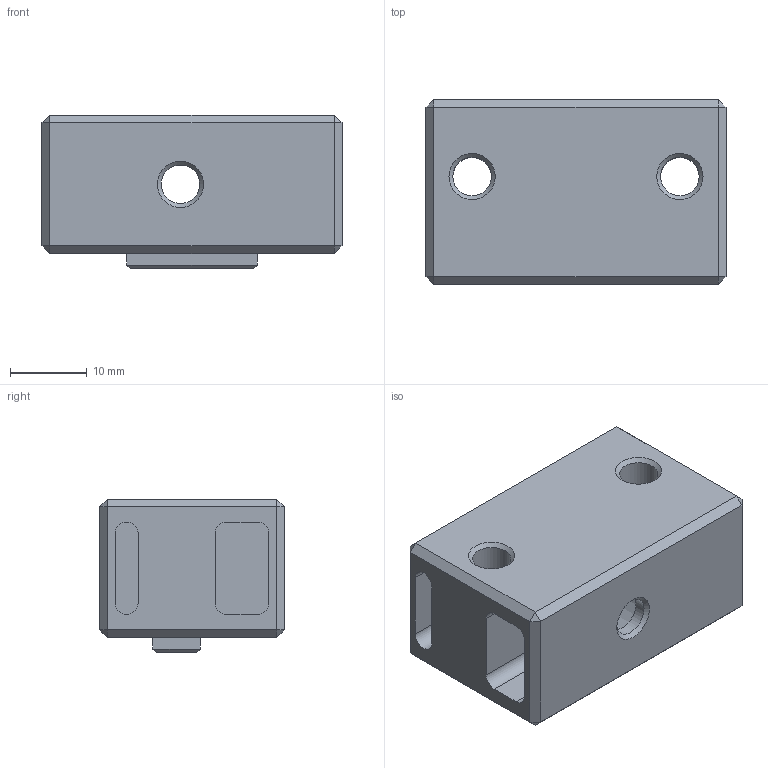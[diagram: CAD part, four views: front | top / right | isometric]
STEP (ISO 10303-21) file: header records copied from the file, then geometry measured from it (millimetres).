
FILE_DESCRIPTION(/* description */ (''),/* implementation_level */ '2;1');
FILE_NAME(/* name */ 'Servo-Arm_connect v3.step',/* time_stamp */ '2023-06-11T15:20:11+08:00',/* author */ (''),/* organization */ (''),/* preprocessor_version */ 'ST-DEVELOPER v19.2',/* originating_system */ 'Autodesk Translation Framework v12.6.0.85',/* authorisation */ '');
FILE_SCHEMA (('AUTOMOTIVE_DESIGN { 1 0 10303 214 3 1 1 }'));
Length unit declared in the file: millimetre
Products named in the file (1): Servo-Arm_connect
Bounding box: 39 x 24 x 20 mm (x, y, z)
Volume: 10536 mm3; surface area: 6611.7 mm2
Topology: 1 solids, 1 shells, 80 faces, 179 edges, 107 vertices
Faces by surface type: plane 58, cylinder 16, cone 6
Full cylindrical faces by diameter (mm): 5 x3
Entity records: 2212 total; most frequent: DIRECTION 377, CARTESIAN_POINT 373, ORIENTED_EDGE 358, EDGE_CURVE 179, LINE 139, VECTOR 139, AXIS2_PLACEMENT_3D 119, VERTEX_POINT 107
